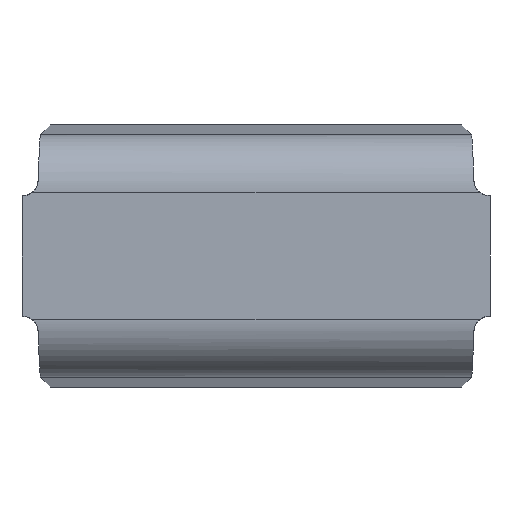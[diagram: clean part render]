
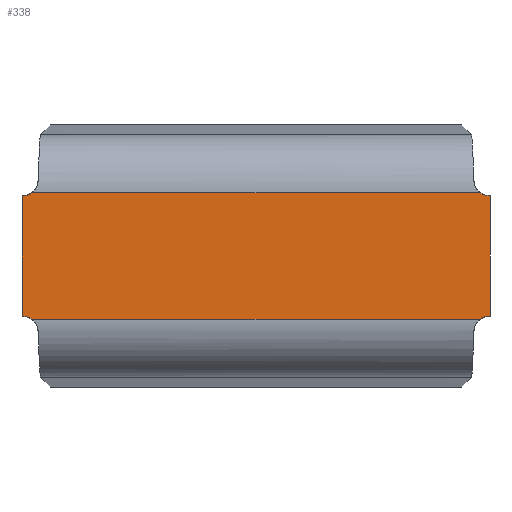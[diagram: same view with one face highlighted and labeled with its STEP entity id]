
A CAD part, front view. The second image highlights one B-rep face of the part: STEP entity #338.
In plain terms, the highlighted planar face has unit normal (0, -1, 0).
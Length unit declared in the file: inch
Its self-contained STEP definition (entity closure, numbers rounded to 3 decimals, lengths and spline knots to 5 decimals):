
#15 = ORIENTED_EDGE ( 'NONE', *, *, #2888, .T. ) ;
#43 = EDGE_CURVE ( 'NONE', #1177, #3086, #2098, .T. ) ;
#123 = CARTESIAN_POINT ( 'NONE',  ( 0.23267, -0.02, -0.031 ) ) ;
#228 = DIRECTION ( 'NONE',  ( 0., 1., 0. ) ) ;
#236 = CARTESIAN_POINT ( 'NONE',  ( -0.00301, -0.02, -0.0325 ) ) ;
#268 = CARTESIAN_POINT ( 'NONE',  ( 0.23267, -0.02, -0.031 ) ) ;
#338 = ADVANCED_FACE ( 'NONE', ( #409 ), #3607, .F. ) ;
#349 = CARTESIAN_POINT ( 'NONE',  ( 0.22801, -0.02, 0.0325 ) ) ;
#400 = VERTEX_POINT ( 'NONE', #3082 ) ;
#409 = FACE_OUTER_BOUND ( 'NONE', #2204, .T. ) ;
#458 = ORIENTED_EDGE ( 'NONE', *, *, #1763, .F. ) ;
#507 = VERTEX_POINT ( 'NONE', #2420 ) ;
#516 = LINE ( 'NONE', #2340, #1474 ) ;
#564 = CARTESIAN_POINT ( 'NONE',  ( -0.008, -0.02, 0.031 ) ) ;
#618 = VECTOR ( 'NONE', #3055, 39.37008 ) ;
#663 = CARTESIAN_POINT ( 'NONE',  ( -0.006, -0.02, 0.031 ) ) ;
#712 = EDGE_CURVE ( 'NONE', #1351, #507, #3140, .T. ) ;
#721 = VERTEX_POINT ( 'NONE', #4023 ) ;
#758 = EDGE_CURVE ( 'NONE', #1351, #762, #516, .T. ) ;
#762 = VERTEX_POINT ( 'NONE', #2073 ) ;
#769 = CARTESIAN_POINT ( 'NONE',  ( 0.22801, -0.02, -0.0325 ) ) ;
#834 = ORIENTED_EDGE ( 'NONE', *, *, #3551, .T. ) ;
#858 = VERTEX_POINT ( 'NONE', #1513 ) ;
#905 = CARTESIAN_POINT ( 'NONE',  ( -0.006, -0.02, -0.031 ) ) ;
#935 = DIRECTION ( 'NONE',  ( 1., 0., 0. ) ) ;
#970 = B_SPLINE_CURVE_WITH_KNOTS ( 'NONE', 3,
 ( #1991, #1712, #2268, #349 ),
 .UNSPECIFIED., .F., .F.,
 ( 4, 4 ),
 ( 0., 0.00013 ),
 .UNSPECIFIED. ) ;
#979 = CARTESIAN_POINT ( 'NONE',  ( 0.233, -0.02, -0.031 ) ) ;
#1034 = CARTESIAN_POINT ( 'NONE',  ( -0.00301, -0.02, 0.0325 ) ) ;
#1073 = EDGE_CURVE ( 'NONE', #1177, #3664, #2903, .T. ) ;
#1155 = DIRECTION ( 'NONE',  ( -1., 0., 0. ) ) ;
#1159 = B_SPLINE_CURVE_WITH_KNOTS ( 'NONE', 3,
 ( #1034, #2809, #663, #1408 ),
 .UNSPECIFIED., .F., .F.,
 ( 4, 4 ),
 ( 0., 0.00013 ),
 .UNSPECIFIED. ) ;
#1177 = VERTEX_POINT ( 'NONE', #1670 ) ;
#1196 = ORIENTED_EDGE ( 'NONE', *, *, #1780, .T. ) ;
#1205 = ORIENTED_EDGE ( 'NONE', *, *, #758, .F. ) ;
#1351 = VERTEX_POINT ( 'NONE', #2498 ) ;
#1408 = CARTESIAN_POINT ( 'NONE',  ( -0.00767, -0.02, 0.031 ) ) ;
#1411 = DIRECTION ( 'NONE',  ( -1., 0., 0. ) ) ;
#1474 = VECTOR ( 'NONE', #1792, 39.37008 ) ;
#1513 = CARTESIAN_POINT ( 'NONE',  ( -0.00301, -0.02, -0.0325 ) ) ;
#1572 = DIRECTION ( 'NONE',  ( -1., 0., 0. ) ) ;
#1620 = CARTESIAN_POINT ( 'NONE',  ( -0.00767, -0.02, -0.031 ) ) ;
#1670 = CARTESIAN_POINT ( 'NONE',  ( -0.008, -0.02, 0.031 ) ) ;
#1673 = VECTOR ( 'NONE', #1411, 39.37008 ) ;
#1712 = CARTESIAN_POINT ( 'NONE',  ( 0.231, -0.02, 0.031 ) ) ;
#1737 = B_SPLINE_CURVE_WITH_KNOTS ( 'NONE', 3,
 ( #1620, #905, #2183, #236 ),
 .UNSPECIFIED., .F., .F.,
 ( 4, 4 ),
 ( 0., 0.00013 ),
 .UNSPECIFIED. ) ;
#1763 = EDGE_CURVE ( 'NONE', #762, #2999, #2307, .T. ) ;
#1780 = EDGE_CURVE ( 'NONE', #3788, #3664, #1159, .T. ) ;
#1792 = DIRECTION ( 'NONE',  ( 0., 0., -1. ) ) ;
#1898 = CARTESIAN_POINT ( 'NONE',  ( 0.225, -0.02, -0.0325 ) ) ;
#1928 = CARTESIAN_POINT ( 'NONE',  ( -0.008, -0.02, -0.031 ) ) ;
#1991 = CARTESIAN_POINT ( 'NONE',  ( 0.23267, -0.02, 0.031 ) ) ;
#2073 = CARTESIAN_POINT ( 'NONE',  ( 0.233, -0.02, -0.031 ) ) ;
#2080 = CARTESIAN_POINT ( 'NONE',  ( 0.231, -0.02, -0.031 ) ) ;
#2098 = LINE ( 'NONE', #2718, #2831 ) ;
#2183 = CARTESIAN_POINT ( 'NONE',  ( -0.00437, -0.02, -0.03152 ) ) ;
#2204 = EDGE_LOOP ( 'NONE', ( #2924, #1196, #3417, #3260, #3730, #15, #3232, #3298, #458, #1205, #2464, #834 ) ) ;
#2210 = DIRECTION ( 'NONE',  ( 1., 0., 0. ) ) ;
#2215 = EDGE_CURVE ( 'NONE', #3968, #2999, #3323, .T. ) ;
#2268 = CARTESIAN_POINT ( 'NONE',  ( 0.22937, -0.02, 0.03152 ) ) ;
#2274 = EDGE_CURVE ( 'NONE', #3968, #858, #3606, .T. ) ;
#2307 = LINE ( 'NONE', #979, #618 ) ;
#2340 = CARTESIAN_POINT ( 'NONE',  ( 0.233, -0.02, 0.031 ) ) ;
#2368 = LINE ( 'NONE', #1928, #2767 ) ;
#2378 = VECTOR ( 'NONE', #1155, 39.37008 ) ;
#2409 = EDGE_CURVE ( 'NONE', #721, #3788, #3122, .T. ) ;
#2420 = CARTESIAN_POINT ( 'NONE',  ( 0.23267, -0.02, 0.031 ) ) ;
#2456 = DIRECTION ( 'NONE',  ( 0., 0., 1. ) ) ;
#2464 = ORIENTED_EDGE ( 'NONE', *, *, #712, .T. ) ;
#2498 = CARTESIAN_POINT ( 'NONE',  ( 0.233, -0.02, 0.031 ) ) ;
#2718 = CARTESIAN_POINT ( 'NONE',  ( -0.008, -0.02, 0.031 ) ) ;
#2767 = VECTOR ( 'NONE', #2210, 39.37008 ) ;
#2809 = CARTESIAN_POINT ( 'NONE',  ( -0.00437, -0.02, 0.03152 ) ) ;
#2824 = VECTOR ( 'NONE', #935, 39.37008 ) ;
#2831 = VECTOR ( 'NONE', #3593, 39.37008 ) ;
#2888 = EDGE_CURVE ( 'NONE', #400, #858, #1737, .T. ) ;
#2903 = LINE ( 'NONE', #564, #2824 ) ;
#2924 = ORIENTED_EDGE ( 'NONE', *, *, #2409, .T. ) ;
#2993 = VECTOR ( 'NONE', #1572, 39.37008 ) ;
#2999 = VERTEX_POINT ( 'NONE', #268 ) ;
#3055 = DIRECTION ( 'NONE',  ( -1., 0., 0. ) ) ;
#3082 = CARTESIAN_POINT ( 'NONE',  ( -0.00767, -0.02, -0.031 ) ) ;
#3086 = VERTEX_POINT ( 'NONE', #3757 ) ;
#3101 = CARTESIAN_POINT ( 'NONE',  ( 0.233, -0.02, 0.031 ) ) ;
#3122 = LINE ( 'NONE', #3476, #2378 ) ;
#3140 = LINE ( 'NONE', #3101, #1673 ) ;
#3142 = CARTESIAN_POINT ( 'NONE',  ( -0.00767, -0.02, 0.031 ) ) ;
#3168 = AXIS2_PLACEMENT_3D ( 'NONE', #1898, #228, #2456 ) ;
#3232 = ORIENTED_EDGE ( 'NONE', *, *, #2274, .F. ) ;
#3259 = CARTESIAN_POINT ( 'NONE',  ( 0.225, -0.02, -0.0325 ) ) ;
#3260 = ORIENTED_EDGE ( 'NONE', *, *, #43, .T. ) ;
#3292 = CARTESIAN_POINT ( 'NONE',  ( 0.22801, -0.02, -0.0325 ) ) ;
#3298 = ORIENTED_EDGE ( 'NONE', *, *, #2215, .T. ) ;
#3323 = B_SPLINE_CURVE_WITH_KNOTS ( 'NONE', 3,
 ( #769, #3499, #2080, #123 ),
 .UNSPECIFIED., .F., .F.,
 ( 4, 4 ),
 ( 0., 0.00013 ),
 .UNSPECIFIED. ) ;
#3366 = EDGE_CURVE ( 'NONE', #3086, #400, #2368, .T. ) ;
#3417 = ORIENTED_EDGE ( 'NONE', *, *, #1073, .F. ) ;
#3476 = CARTESIAN_POINT ( 'NONE',  ( 0.225, -0.02, 0.0325 ) ) ;
#3499 = CARTESIAN_POINT ( 'NONE',  ( 0.22937, -0.02, -0.03152 ) ) ;
#3551 = EDGE_CURVE ( 'NONE', #507, #721, #970, .T. ) ;
#3593 = DIRECTION ( 'NONE',  ( 0., 0., -1. ) ) ;
#3606 = LINE ( 'NONE', #3259, #2993 ) ;
#3607 = PLANE ( 'NONE',  #3168 ) ;
#3664 = VERTEX_POINT ( 'NONE', #3142 ) ;
#3730 = ORIENTED_EDGE ( 'NONE', *, *, #3366, .T. ) ;
#3757 = CARTESIAN_POINT ( 'NONE',  ( -0.008, -0.02, -0.031 ) ) ;
#3788 = VERTEX_POINT ( 'NONE', #3839 ) ;
#3839 = CARTESIAN_POINT ( 'NONE',  ( -0.00301, -0.02, 0.0325 ) ) ;
#3968 = VERTEX_POINT ( 'NONE', #3292 ) ;
#4023 = CARTESIAN_POINT ( 'NONE',  ( 0.22801, -0.02, 0.0325 ) ) ;
